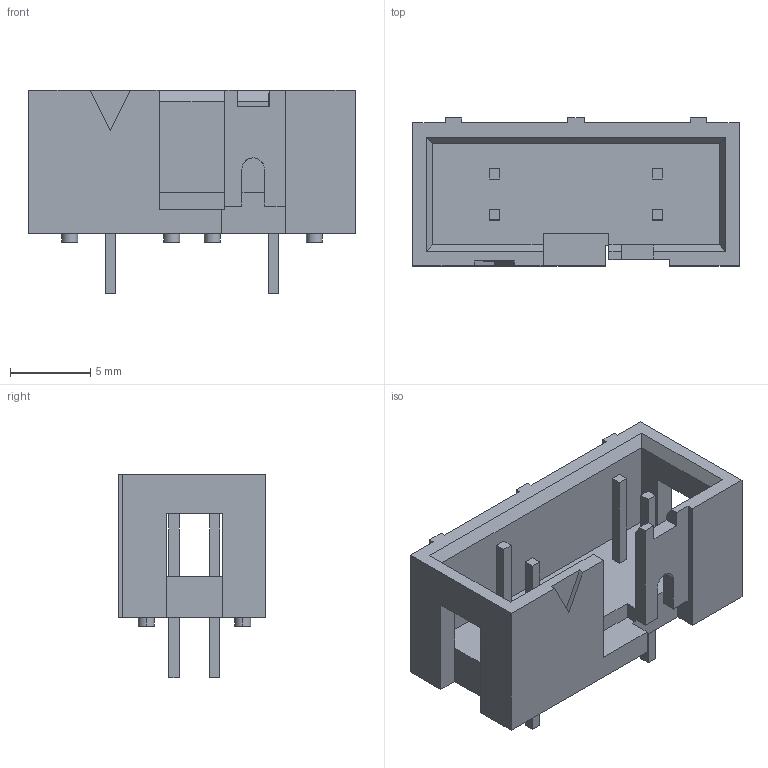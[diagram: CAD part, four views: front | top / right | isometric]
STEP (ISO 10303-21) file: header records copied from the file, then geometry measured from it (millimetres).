
FILE_DESCRIPTION(('STEP AP242'),'1');
FILE_NAME('09185106324.stp','2018-12-20T14:08:56',('TraceParts'),('TraceParts S.A.'),'Spatial InterOp 3D',' ',' ');
FILE_SCHEMA(('AP242_MANAGED_MODEL_BASED_3D_ENGINEERING_MIM_LF {1 0 10303 442 1 1 4}'));
Length unit declared in the file: millimetre
Products named in the file (1): 09185106324
Bounding box: 20.32 x 9.2 x 12.65 mm (x, y, z)
Volume: 791.8 mm3; surface area: 1249.8 mm2
Topology: 1 solids, 1 shells, 117 faces, 311 edges, 204 vertices
Faces by surface type: bspline 117
Entity records: 4849 total; most frequent: CARTESIAN_POINT 1499, ORIENTED_EDGE 622, EDGE_CURVE 311, B_SPLINE_CURVE_WITH_KNOTS 279, PRESENTATION_STYLE_ASSIGNMENT 223, COLOUR_RGB 223, VERTEX_POINT 204, STYLED_ITEM 182
